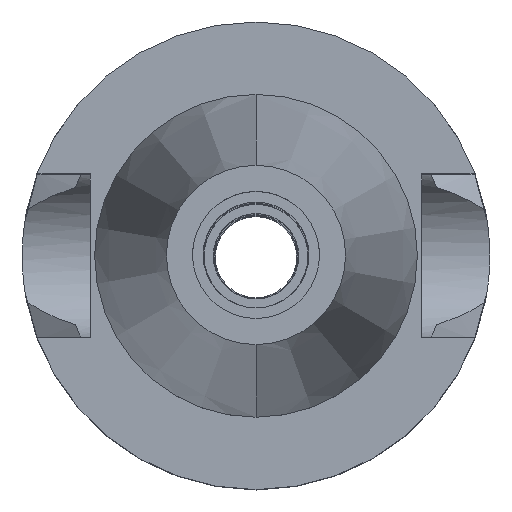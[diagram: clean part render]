
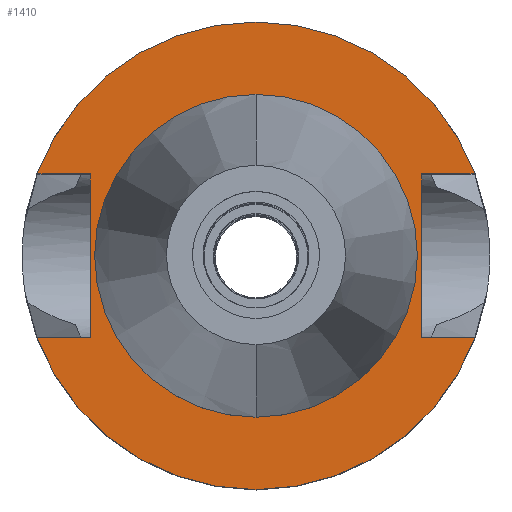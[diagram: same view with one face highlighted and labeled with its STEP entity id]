
A CAD part, top view. The second image highlights one B-rep face of the part: STEP entity #1410.
In plain terms, the highlighted planar face has unit normal (0, 0, 1).
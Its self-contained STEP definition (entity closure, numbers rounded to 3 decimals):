
#121=DIRECTION('',(0.,1.,0.));
#122=VECTOR('',#121,16.1);
#123=CARTESIAN_POINT('',(-16.3,-8.05,-1.));
#124=LINE('',#123,#122);
#128=DIRECTION('',(-1.,0.,0.));
#129=VECTOR('',#128,5.245);
#130=CARTESIAN_POINT('',(-16.3,8.05,-1.));
#131=LINE('',#130,#129);
#135=CARTESIAN_POINT('',(0.,0.,-1.));
#136=DIRECTION('',(0.,0.,-1.));
#137=DIRECTION('',(-0.937,0.35,0.));
#138=AXIS2_PLACEMENT_3D('',#135,#136,#137);
#143=CARTESIAN_POINT('',(0.,0.,-1.));
#144=DIRECTION('',(0.,0.,-1.));
#145=DIRECTION('',(0.,1.,0.));
#146=AXIS2_PLACEMENT_3D('',#143,#144,#145);
#151=DIRECTION('',(0.,-1.,0.));
#152=VECTOR('',#151,16.1);
#153=CARTESIAN_POINT('',(16.3,8.05,-1.));
#154=LINE('',#153,#152);
#158=DIRECTION('',(1.,0.,0.));
#159=VECTOR('',#158,5.245);
#160=CARTESIAN_POINT('',(16.3,-8.05,-1.));
#161=LINE('',#160,#159);
#165=CARTESIAN_POINT('',(0.,0.,-1.));
#166=DIRECTION('',(0.,0.,-1.));
#167=DIRECTION('',(0.937,-0.35,0.));
#168=AXIS2_PLACEMENT_3D('',#165,#166,#167);
#173=CARTESIAN_POINT('',(0.,0.,-1.));
#174=DIRECTION('',(0.,0.,-1.));
#175=DIRECTION('',(0.,-1.,0.));
#176=AXIS2_PLACEMENT_3D('',#173,#174,#175);
#181=CARTESIAN_POINT('',(0.,0.,-1.));
#182=DIRECTION('',(0.,0.,1.));
#183=DIRECTION('',(0.,-1.,0.));
#184=AXIS2_PLACEMENT_3D('',#181,#182,#183);
#189=CARTESIAN_POINT('',(0.,0.,-1.));
#190=DIRECTION('',(0.,0.,1.));
#191=DIRECTION('',(0.,1.,0.));
#192=AXIS2_PLACEMENT_3D('',#189,#190,#191);
#237=DIRECTION('',(-1.,0.,0.));
#238=VECTOR('',#237,5.245);
#239=CARTESIAN_POINT('',(-16.3,-8.05,-1.));
#240=LINE('',#239,#238);
#360=DIRECTION('',(1.,0.,0.));
#361=VECTOR('',#360,5.245);
#362=CARTESIAN_POINT('',(16.3,8.05,-1.));
#363=LINE('',#362,#361);
#1277=CARTESIAN_POINT('',(-16.3,-8.05,-1.));
#1278=VERTEX_POINT('',#1277);
#1279=CARTESIAN_POINT('',(-21.545,-8.05,-1.));
#1280=VERTEX_POINT('',#1279);
#1281=CARTESIAN_POINT('',(-16.3,8.05,-1.));
#1282=VERTEX_POINT('',#1281);
#1283=CARTESIAN_POINT('',(-21.545,8.05,-1.));
#1284=VERTEX_POINT('',#1283);
#1285=CARTESIAN_POINT('',(0.,23.,-1.));
#1286=CARTESIAN_POINT('',(21.545,8.05,-1.));
#1287=VERTEX_POINT('',#1285);
#1288=VERTEX_POINT('',#1286);
#1289=CARTESIAN_POINT('',(16.3,8.05,-1.));
#1290=VERTEX_POINT('',#1289);
#1291=CARTESIAN_POINT('',(16.3,-8.05,-1.));
#1292=VERTEX_POINT('',#1291);
#1293=CARTESIAN_POINT('',(21.545,-8.05,-1.));
#1294=VERTEX_POINT('',#1293);
#1295=CARTESIAN_POINT('',(0.,-23.,-1.));
#1296=VERTEX_POINT('',#1295);
#1297=CARTESIAN_POINT('',(0.,-15.875,-1.));
#1298=CARTESIAN_POINT('',(0.,15.875,-1.));
#1299=VERTEX_POINT('',#1297);
#1300=VERTEX_POINT('',#1298);
#1379=CARTESIAN_POINT('',(0.,0.,-1.));
#1380=DIRECTION('',(0.,0.,-1.));
#1381=DIRECTION('',(0.,-1.,0.));
#1382=AXIS2_PLACEMENT_3D('',#1379,#1380,#1381);
#1383=PLANE('',#1382);
#1385=ORIENTED_EDGE('',*,*,#1384,.T.);
#1387=ORIENTED_EDGE('',*,*,#1386,.T.);
#1389=ORIENTED_EDGE('',*,*,#1388,.T.);
#1391=ORIENTED_EDGE('',*,*,#1390,.T.);
#1393=ORIENTED_EDGE('',*,*,#1392,.F.);
#1395=ORIENTED_EDGE('',*,*,#1394,.T.);
#1397=ORIENTED_EDGE('',*,*,#1396,.T.);
#1399=ORIENTED_EDGE('',*,*,#1398,.T.);
#1401=ORIENTED_EDGE('',*,*,#1400,.T.);
#1403=ORIENTED_EDGE('',*,*,#1402,.F.);
#1404=EDGE_LOOP('',(#1385,#1387,#1389,#1391,#1393,#1395,#1397,#1399,#1401,
#1403));
#1405=FACE_OUTER_BOUND('',#1404,.F.);
#1406=ORIENTED_EDGE('',*,*,#1358,.T.);
#1407=ORIENTED_EDGE('',*,*,#1374,.T.);
#1408=EDGE_LOOP('',(#1406,#1407));
#1409=FACE_BOUND('',#1408,.F.);
#139=CIRCLE('',#138,23.);
#147=CIRCLE('',#146,23.);
#169=CIRCLE('',#168,23.);
#177=CIRCLE('',#176,23.);
#185=CIRCLE('',#184,15.875);
#193=CIRCLE('',#192,15.875);
#1358=EDGE_CURVE('',#1299,#1300,#185,.T.);
#1374=EDGE_CURVE('',#1300,#1299,#193,.T.);
#1384=EDGE_CURVE('',#1278,#1282,#124,.T.);
#1386=EDGE_CURVE('',#1282,#1284,#131,.T.);
#1388=EDGE_CURVE('',#1284,#1287,#139,.T.);
#1390=EDGE_CURVE('',#1287,#1288,#147,.T.);
#1392=EDGE_CURVE('',#1290,#1288,#363,.T.);
#1394=EDGE_CURVE('',#1290,#1292,#154,.T.);
#1396=EDGE_CURVE('',#1292,#1294,#161,.T.);
#1398=EDGE_CURVE('',#1294,#1296,#169,.T.);
#1400=EDGE_CURVE('',#1296,#1280,#177,.T.);
#1402=EDGE_CURVE('',#1278,#1280,#240,.T.);
#1410=ADVANCED_FACE('',(#1405,#1409),#1383,.F.);
